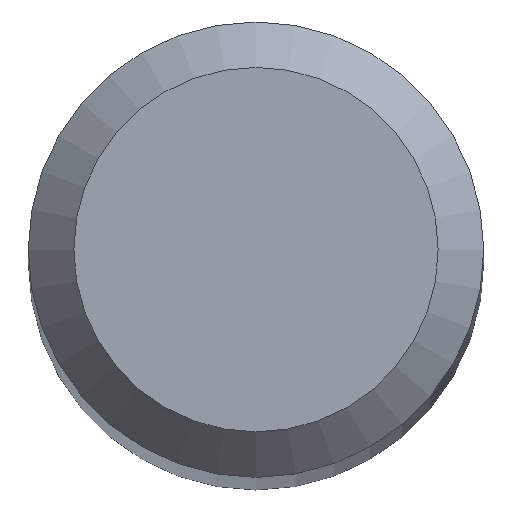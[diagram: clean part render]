
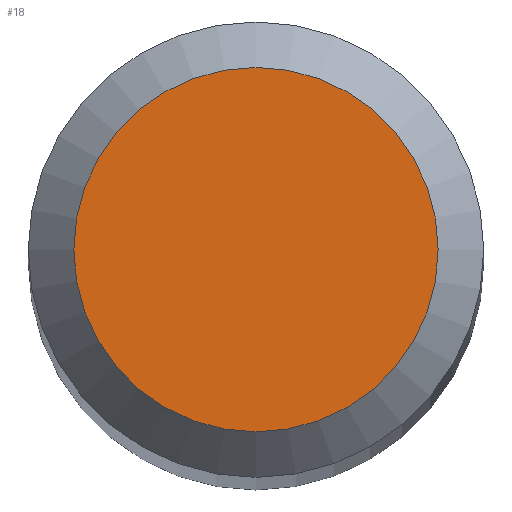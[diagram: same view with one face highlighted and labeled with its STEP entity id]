
A CAD part, top view. The second image highlights one B-rep face of the part: STEP entity #18.
In plain terms, the highlighted planar face has unit normal (0, 0, 1).
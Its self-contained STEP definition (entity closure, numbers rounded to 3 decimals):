
#18 = ADVANCED_FACE ( 'NONE', ( #257 ), #280, .F. ) ;
#20 = DIRECTION ( 'NONE',  ( 0., 1., 0. ) ) ;
#36 = AXIS2_PLACEMENT_3D ( 'NONE', #214, #195, #20 ) ;
#64 = DIRECTION ( 'NONE',  ( 0., 0., -1. ) ) ;
#75 = ORIENTED_EDGE ( 'NONE', *, *, #194, .F. ) ;
#125 = AXIS2_PLACEMENT_3D ( 'NONE', #275, #64, #212 ) ;
#131 = CARTESIAN_POINT ( 'NONE',  ( 0., 0.6, 30. ) ) ;
#171 = CIRCLE ( 'NONE', #125, 0.6 ) ;
#194 = EDGE_CURVE ( 'NONE', #262, #262, #171, .T. ) ;
#195 = DIRECTION ( 'NONE',  ( 0., 0., -1. ) ) ;
#212 = DIRECTION ( 'NONE',  ( 0., 1., 0. ) ) ;
#214 = CARTESIAN_POINT ( 'NONE',  ( 0., 0., 30. ) ) ;
#257 = FACE_OUTER_BOUND ( 'NONE', #269, .T. ) ;
#262 = VERTEX_POINT ( 'NONE', #131 ) ;
#269 = EDGE_LOOP ( 'NONE', ( #75 ) ) ;
#275 = CARTESIAN_POINT ( 'NONE',  ( 0., 0., 30. ) ) ;
#280 = PLANE ( 'NONE',  #36 ) ;
